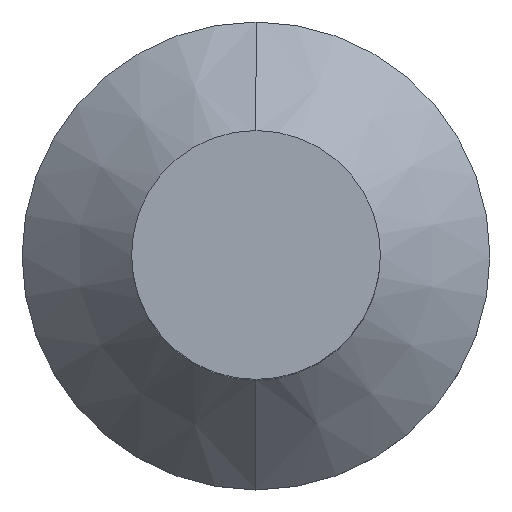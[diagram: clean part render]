
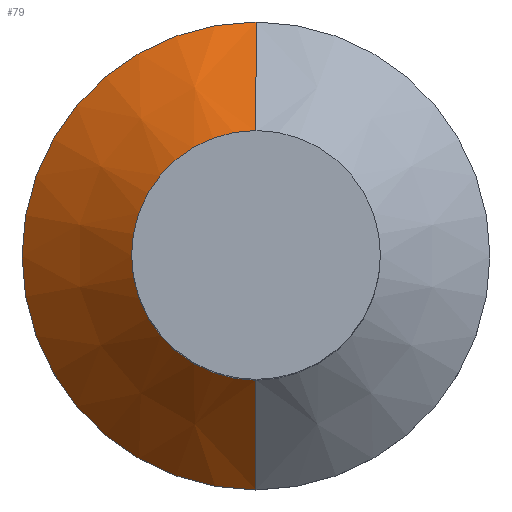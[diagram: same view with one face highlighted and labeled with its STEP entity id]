
A CAD part, top view. The second image highlights one B-rep face of the part: STEP entity #79.
In plain terms, the highlighted conical face has half-angle 45 degrees and reference radius 1.8 mm.
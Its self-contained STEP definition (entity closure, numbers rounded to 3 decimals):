
#79=ADVANCED_FACE('',(#160),#161,.T.);
#160=FACE_OUTER_BOUND('',#313,.T.);
#161=CONICAL_SURFACE('',#314,1.8,0.785);
#313=EDGE_LOOP('',(#493,#494,#495,#496,#497));
#314=AXIS2_PLACEMENT_3D('',#498,#499,#500);
#493=ORIENTED_EDGE('',*,*,#1130,.F.);
#494=ORIENTED_EDGE('',*,*,#1131,.T.);
#495=ORIENTED_EDGE('',*,*,#1132,.F.);
#496=ORIENTED_EDGE('',*,*,#1126,.F.);
#497=ORIENTED_EDGE('',*,*,#1133,.F.);
#498=CARTESIAN_POINT('',(0.,0.0,0.95));
#499=DIRECTION('',(0.,-0.0,-1.0));
#500=DIRECTION('',(0.0,1.0,0.0));
#1126=EDGE_CURVE('',#1350,#1352,#1353,.T.);
#1130=EDGE_CURVE('',#1359,#1360,#1361,.T.);
#1131=EDGE_CURVE('',#1359,#1362,#1363,.T.);
#1132=EDGE_CURVE('',#1352,#1362,#1364,.T.);
#1133=EDGE_CURVE('',#1360,#1350,#1365,.T.);
#1350=VERTEX_POINT('',#1705);
#1352=VERTEX_POINT('',#1707);
#1353=CIRCLE('',#1708,1.25);
#1359=VERTEX_POINT('',#1714);
#1360=VERTEX_POINT('',#1715);
#1361=LINE('',#1716,#1717);
#1362=VERTEX_POINT('',#1718);
#1363=CIRCLE('',#1719,2.35);
#1364=LINE('',#1720,#1721);
#1365=CIRCLE('',#1722,1.25);
#1705=CARTESIAN_POINT('',(-1.25,0.,1.5));
#1707=CARTESIAN_POINT('',(0.,-1.25,1.5));
#1708=AXIS2_PLACEMENT_3D('',#2552,#2553,#2554);
#1714=CARTESIAN_POINT('',(0.,2.35,0.4));
#1715=CARTESIAN_POINT('',(0.,1.25,1.5));
#1716=CARTESIAN_POINT('',(0.,1.8,0.95));
#1717=VECTOR('',#2564,1.0);
#1718=CARTESIAN_POINT('',(0.,-2.35,0.4));
#1719=AXIS2_PLACEMENT_3D('',#2565,#2566,#2567);
#1720=CARTESIAN_POINT('',(0.,-1.8,0.95));
#1721=VECTOR('',#2568,1.0);
#1722=AXIS2_PLACEMENT_3D('',#2569,#2570,#2571);
#2552=CARTESIAN_POINT('',(0.,0.0,1.5));
#2553=DIRECTION('',(0.,0.0,1.0));
#2554=DIRECTION('',(0.0,1.0,0.0));
#2564=DIRECTION('',(0.,-0.707,0.707));
#2565=CARTESIAN_POINT('',(0.,0.0,0.4));
#2566=DIRECTION('',(0.,0.0,1.0));
#2567=DIRECTION('',(0.0,1.0,0.0));
#2568=DIRECTION('',(0.,-0.707,-0.707));
#2569=CARTESIAN_POINT('',(0.,0.0,1.5));
#2570=DIRECTION('',(0.,0.0,1.0));
#2571=DIRECTION('',(0.0,1.0,0.0));
